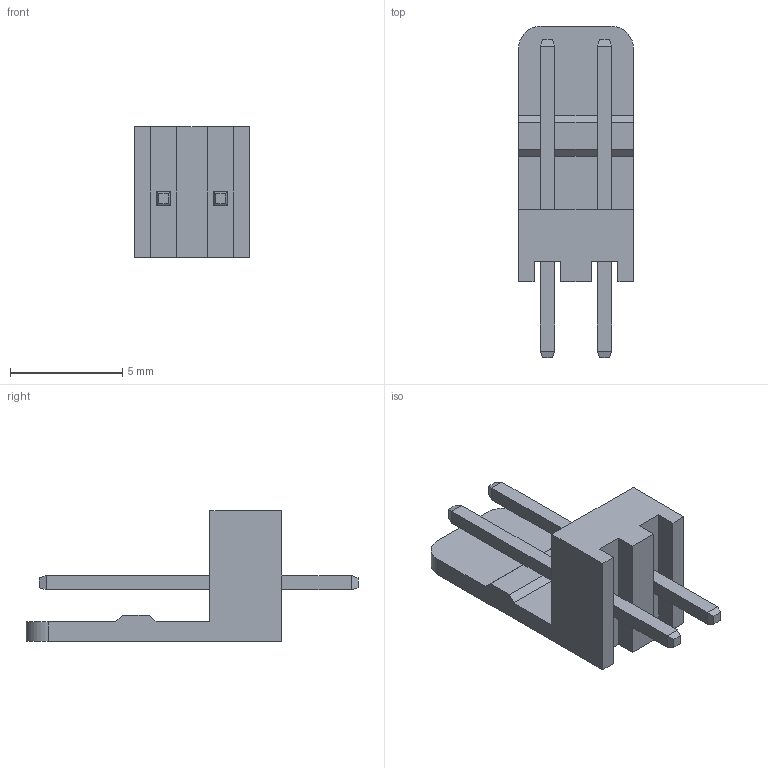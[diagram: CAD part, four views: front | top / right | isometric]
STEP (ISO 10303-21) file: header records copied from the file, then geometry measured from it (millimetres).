
FILE_DESCRIPTION((''),'2;1');
FILE_NAME('528-02-3-xx','2021-04-26T',('Administrator'),(''),'PRO/ENGINEER BY PARAMETRIC TECHNOLOGY CORPORATION, 2010280','PRO/ENGINEER BY PARAMETRIC TECHNOLOGY CORPORATION, 2010280','');
FILE_SCHEMA(('CONFIG_CONTROL_DESIGN'));
Length unit declared in the file: millimetre
Products named in the file (1): 528-02-3-xx
Bounding box: 5.12 x 14.8 x 5.8 mm (x, y, z)
Volume: 129.7 mm3; surface area: 304.1 mm2
Topology: 1 solids, 1 shells, 58 faces, 140 edges, 88 vertices
Faces by surface type: plane 56, cylinder 2
Entity records: 1678 total; most frequent: CARTESIAN_POINT 286, ORIENTED_EDGE 280, DIRECTION 260, EDGE_CURVE 140, VECTOR 136, LINE 136, VERTEX_POINT 88, AXIS2_PLACEMENT_3D 62
